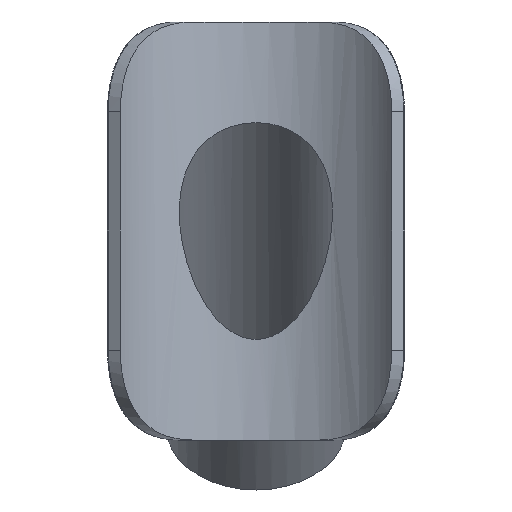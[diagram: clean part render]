
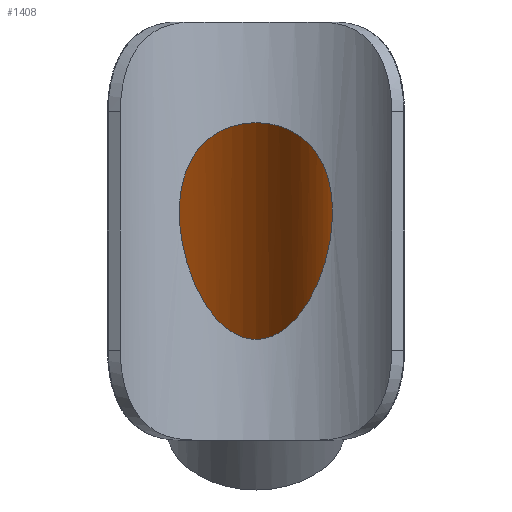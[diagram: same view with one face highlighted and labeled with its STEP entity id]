
A CAD part, front view. The second image highlights one B-rep face of the part: STEP entity #1408.
In plain terms, the highlighted cylindrical face has radius 46.75 mm (diameter 93.5 mm), a full revolution.
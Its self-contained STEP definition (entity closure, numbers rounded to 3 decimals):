
#223=B_SPLINE_CURVE_WITH_KNOTS('',3,(#4159,#4160,#4161,#4162,#4163,#4164,
#4165,#4166,#4167,#4168,#4169,#4170,#4171,#4172,#4173,#4174,#4175,#4176,
#4177,#4178,#4179,#4180,#4181,#4182,#4183,#4184,#4185,#4186,#4187,#4188,
#4189,#4190,#4191,#4192,#4193,#4194,#4195,#4196,#4197,#4198,#4199,#4200,
#4201,#4202,#4203,#4204,#4205,#4206,#4207,#4208,#4209,#4210,#4211,#4212,
#4213,#4214,#4215,#4216,#4217,#4218,#4219,#4220,#4221,#4222,#4223,#4224),
 .UNSPECIFIED.,.T.,.F.,(4,2,2,2,2,2,2,2,2,2,2,2,2,2,2,2,2,2,2,2,2,2,2,2,
2,2,2,2,2,2,2,2,4),(0.,1.315,2.63,5.259,
6.517,7.146,7.776,8.593,9.002,
9.411,10.326,11.241,12.156,13.071,
16.019,17.493,18.967,20.075,21.183,
22.291,23.398,24.26,25.122,25.984,
26.846,27.707,28.569,29.431,30.293,
31.4,32.508,33.616,34.724),
 .UNSPECIFIED.);
#241=FACE_BOUND('',#475,.T.);
#273=CYLINDRICAL_SURFACE('',#1565,46.75);
#366=FACE_OUTER_BOUND('',#474,.T.);
#474=EDGE_LOOP('',(#1281));
#475=EDGE_LOOP('',(#1282));
#559=CIRCLE('',#1564,46.75);
#684=VERTEX_POINT('',#4158);
#686=VERTEX_POINT('',#4228);
#887=EDGE_CURVE('',#684,#684,#223,.T.);
#889=EDGE_CURVE('',#686,#686,#559,.T.);
#1281=ORIENTED_EDGE('',*,*,#887,.T.);
#1282=ORIENTED_EDGE('',*,*,#889,.T.);
#1408=ADVANCED_FACE('',(#366,#241),#273,.F.);
#1564=AXIS2_PLACEMENT_3D('',#4229,#1923,#1924);
#1565=AXIS2_PLACEMENT_3D('',#4230,#1925,#1926);
#1923=DIRECTION('center_axis',(0.,0.707,-0.707));
#1924=DIRECTION('ref_axis',(1.,0.,0.));
#1925=DIRECTION('center_axis',(0.,0.707,-0.707));
#1926=DIRECTION('ref_axis',(0.,0.707,0.707));
#4158=CARTESIAN_POINT('',(0.,100.,66.114));
#4159=CARTESIAN_POINT('Ctrl Pts',(-46.75,88.399,11.601));
#4160=CARTESIAN_POINT('Ctrl Pts',(-46.75,88.399,7.218));
#4161=CARTESIAN_POINT('Ctrl Pts',(-46.44,88.565,2.665));
#4162=CARTESIAN_POINT('Ctrl Pts',(-45.221,89.194,-6.524));
#4163=CARTESIAN_POINT('Ctrl Pts',(-44.313,89.655,-11.162));
#4164=CARTESIAN_POINT('Ctrl Pts',(-40.774,91.347,-24.828));
#4165=CARTESIAN_POINT('Ctrl Pts',(-37.316,92.886,-33.614));
#4166=CARTESIAN_POINT('Ctrl Pts',(-31.02,95.092,-44.724));
#4167=CARTESIAN_POINT('Ctrl Pts',(-28.519,95.894,-48.508));
#4168=CARTESIAN_POINT('Ctrl Pts',(-24.191,97.041,-53.669));
#4169=CARTESIAN_POINT('Ctrl Pts',(-22.653,97.414,-55.305));
#4170=CARTESIAN_POINT('Ctrl Pts',(-19.433,98.108,-58.294));
#4171=CARTESIAN_POINT('Ctrl Pts',(-17.75,98.428,-59.646));
#4172=CARTESIAN_POINT('Ctrl Pts',(-13.795,99.07,-62.33));
#4173=CARTESIAN_POINT('Ctrl Pts',(-11.178,99.412,-63.732));
#4174=CARTESIAN_POINT('Ctrl Pts',(-7.029,99.762,-65.156));
#4175=CARTESIAN_POINT('Ctrl Pts',(-5.608,99.853,-65.521));
#4176=CARTESIAN_POINT('Ctrl Pts',(-2.775,99.972,-66.));
#4177=CARTESIAN_POINT('Ctrl Pts',(-1.363,100.,-66.114));
#4178=CARTESIAN_POINT('Ctrl Pts',(3.05,100.,-66.114));
#4179=CARTESIAN_POINT('Ctrl Pts',(6.034,99.859,-65.548));
#4180=CARTESIAN_POINT('Ctrl Pts',(11.732,99.351,-63.481));
#4181=CARTESIAN_POINT('Ctrl Pts',(14.446,98.984,-61.98));
#4182=CARTESIAN_POINT('Ctrl Pts',(19.5,98.114,-58.324));
#4183=CARTESIAN_POINT('Ctrl Pts',(21.845,97.61,-56.168));
#4184=CARTESIAN_POINT('Ctrl Pts',(26.105,96.557,-51.516));
#4185=CARTESIAN_POINT('Ctrl Pts',(28.021,96.01,-49.022));
#4186=CARTESIAN_POINT('Ctrl Pts',(35.14,93.795,-38.522));
#4187=CARTESIAN_POINT('Ctrl Pts',(39.374,91.978,-28.901));
#4188=CARTESIAN_POINT('Ctrl Pts',(43.735,89.943,-13.793));
#4189=CARTESIAN_POINT('Ctrl Pts',(44.853,89.381,-8.643));
#4190=CARTESIAN_POINT('Ctrl Pts',(46.361,88.608,1.597));
#4191=CARTESIAN_POINT('Ctrl Pts',(46.75,88.399,6.687));
#4192=CARTESIAN_POINT('Ctrl Pts',(46.75,88.399,15.293));
#4193=CARTESIAN_POINT('Ctrl Pts',(46.529,88.518,19.146));
#4194=CARTESIAN_POINT('Ctrl Pts',(45.474,89.064,26.836));
#4195=CARTESIAN_POINT('Ctrl Pts',(44.639,89.494,30.674));
#4196=CARTESIAN_POINT('Ctrl Pts',(42.253,90.645,38.015));
#4197=CARTESIAN_POINT('Ctrl Pts',(40.698,91.367,41.525));
#4198=CARTESIAN_POINT('Ctrl Pts',(36.875,92.976,47.951));
#4199=CARTESIAN_POINT('Ctrl Pts',(34.607,93.859,50.866));
#4200=CARTESIAN_POINT('Ctrl Pts',(30.08,95.392,55.366));
#4201=CARTESIAN_POINT('Ctrl Pts',(27.832,96.082,57.2));
#4202=CARTESIAN_POINT('Ctrl Pts',(22.914,97.372,60.404));
#4203=CARTESIAN_POINT('Ctrl Pts',(20.243,97.971,61.776));
#4204=CARTESIAN_POINT('Ctrl Pts',(14.654,98.961,63.966));
#4205=CARTESIAN_POINT('Ctrl Pts',(11.73,99.354,64.786));
#4206=CARTESIAN_POINT('Ctrl Pts',(5.84,99.873,65.86));
#4207=CARTESIAN_POINT('Ctrl Pts',(2.873,100.,66.114));
#4208=CARTESIAN_POINT('Ctrl Pts',(-2.873,100.,66.114));
#4209=CARTESIAN_POINT('Ctrl Pts',(-5.84,99.873,65.86));
#4210=CARTESIAN_POINT('Ctrl Pts',(-11.73,99.354,64.786));
#4211=CARTESIAN_POINT('Ctrl Pts',(-14.654,98.961,63.966));
#4212=CARTESIAN_POINT('Ctrl Pts',(-20.243,97.971,61.776));
#4213=CARTESIAN_POINT('Ctrl Pts',(-22.914,97.372,60.404));
#4214=CARTESIAN_POINT('Ctrl Pts',(-27.832,96.082,57.2));
#4215=CARTESIAN_POINT('Ctrl Pts',(-30.08,95.392,55.366));
#4216=CARTESIAN_POINT('Ctrl Pts',(-34.607,93.859,50.866));
#4217=CARTESIAN_POINT('Ctrl Pts',(-36.875,92.976,47.951));
#4218=CARTESIAN_POINT('Ctrl Pts',(-40.698,91.367,41.525));
#4219=CARTESIAN_POINT('Ctrl Pts',(-42.253,90.645,38.015));
#4220=CARTESIAN_POINT('Ctrl Pts',(-44.639,89.494,30.674));
#4221=CARTESIAN_POINT('Ctrl Pts',(-45.474,89.064,26.836));
#4222=CARTESIAN_POINT('Ctrl Pts',(-46.529,88.518,19.146));
#4223=CARTESIAN_POINT('Ctrl Pts',(-46.75,88.399,15.293));
#4224=CARTESIAN_POINT('Ctrl Pts',(-46.75,88.399,11.601));
#4228=CARTESIAN_POINT('',(0.,252.166,-86.052));
#4229=CARTESIAN_POINT('Origin',(0.,219.109,-119.109));
#4230=CARTESIAN_POINT('Origin',(0.,143.026,-43.026));
